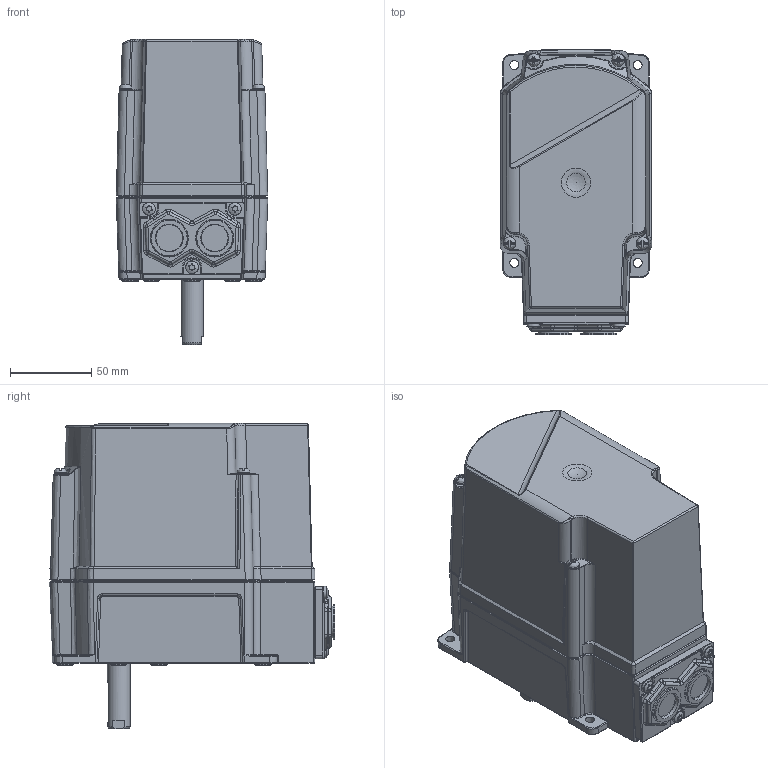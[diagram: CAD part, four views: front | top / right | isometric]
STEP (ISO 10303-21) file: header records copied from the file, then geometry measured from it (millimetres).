
FILE_DESCRIPTION(/* description */ (''),/* implementation_level */ '2;1');
FILE_NAME(/* name */ 'SQM4x.xx7Axxx.stp',/* time_stamp */ '2021-03-03T06:51:27+01:00',/* author */ (''),/* organization */ (''),/* preprocessor_version */ 'ST-DEVELOPER v16.7',/* originating_system */ 'SIEMENS PLM Software NX 12.0',/* authorisation */ '');
FILE_SCHEMA (('AUTOMOTIVE_DESIGN { 1 0 10303 214 3 1 1 1 }'));
Products named in the file (1): ront64B8BAB7dpen
Bounding box: 93.49 x 175.98 x 188.2 mm (x, y, z)
Volume: 1876319.2 mm3; surface area: 146388.1 mm2
Topology: 9 solids, 13 shells, 1533 faces, 3667 edges, 2167 vertices
Faces by surface type: bspline 443, cylinder 399, plane 393, cone 157, torus 130, sphere 11
Full cylindrical faces by diameter (mm): 3.4 x4, 3.64 x4, 3.8 x4, 4 x7, 7.8 x4, 8 x3, 10 x2, 12 x2, 14 x1, 19.5 x2, 22 x2
Entity records: 57938 total; most frequent: CARTESIAN_POINT 18632, ORIENTED_EDGE 6888, DIRECTION 6484, EDGE_CURVE 3444, AXIS2_PLACEMENT_3D 2634, VERTEX_POINT 2115, EDGE_LOOP 1738, ADVANCED_FACE 1533
